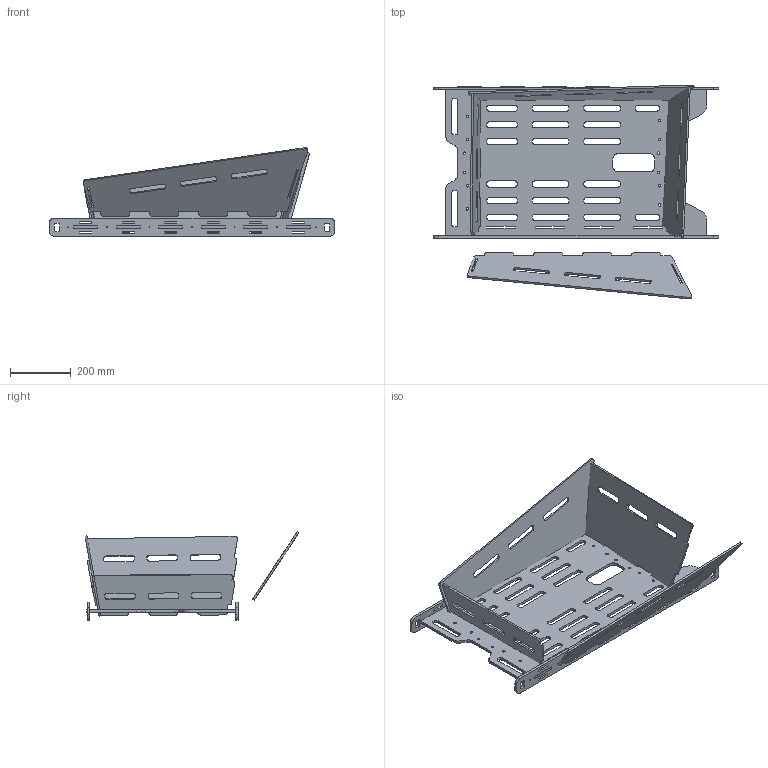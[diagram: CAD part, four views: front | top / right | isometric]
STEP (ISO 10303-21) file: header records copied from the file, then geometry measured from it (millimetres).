
FILE_DESCRIPTION(('HOOPS Exchange Step'),'2;1');
FILE_NAME('temp_export','2022-12-21T13:36:09+01:00',('mobile'),('Shapr3D Limited'),'HOOPS Exchange 2022.1','Shapr3D','Authorized');
FILE_SCHEMA( ('AUTOMOTIVE_DESIGN { 1 0 10303 214 1 1 1 1 }') );
Length unit declared in the file: millimetre
Products named in the file (1): root
Bounding box: 942 x 705.32 x 292.47 mm (x, y, z)
Volume: 6373963.9 mm3; surface area: 1928213.6 mm2
Topology: 7 solids, 7 shells, 821 faces, 2421 edges, 1614 vertices
Faces by surface type: plane 540, bspline 281
Entity records: 29677 total; most frequent: CARTESIAN_POINT 9206, ORIENTED_EDGE 4842, DIRECTION 2941, EDGE_CURVE 2421, VECTOR 1859, LINE 1859, VERTEX_POINT 1614, EDGE_LOOP 1059
